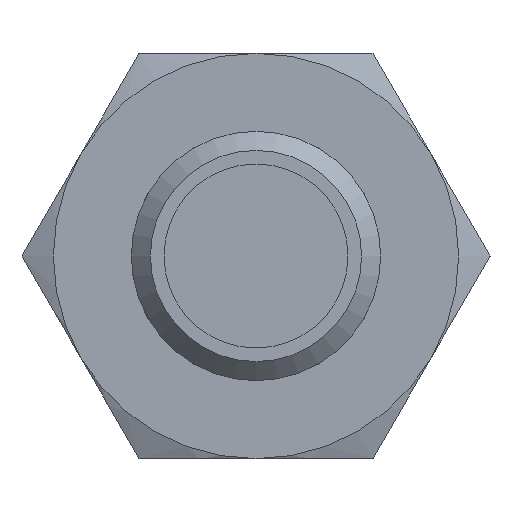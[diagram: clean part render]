
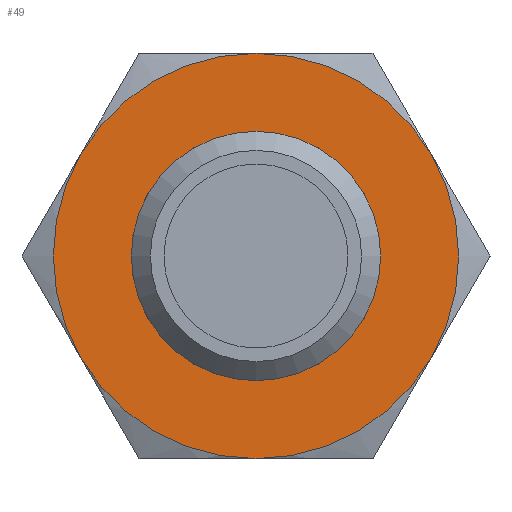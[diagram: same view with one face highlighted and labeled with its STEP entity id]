
A CAD part, left-side view. The second image highlights one B-rep face of the part: STEP entity #49.
In plain terms, the highlighted planar face has unit normal (-1, 0, 0).
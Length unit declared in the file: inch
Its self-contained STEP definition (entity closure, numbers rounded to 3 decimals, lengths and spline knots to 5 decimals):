
#18 = EDGE_CURVE ( 'NONE', #535, #1661, #1420, .T. ) ;
#26 = CIRCLE ( 'NONE', #1543, 0.25591 ) ;
#27 = ORIENTED_EDGE ( 'NONE', *, *, #18, .F. ) ;
#34 = ORIENTED_EDGE ( 'NONE', *, *, #1446, .F. ) ;
#49 = ADVANCED_FACE ( 'NONE', ( #1156, #1724 ), #1020, .F. ) ;
#63 = CARTESIAN_POINT ( 'NONE',  ( 0.61181, 0., 0. ) ) ;
#76 = CARTESIAN_POINT ( 'NONE',  ( 0.61181, 0., 0. ) ) ;
#135 = CARTESIAN_POINT ( 'NONE',  ( 0.61181, -0.22162, -0.12795 ) ) ;
#225 = DIRECTION ( 'NONE',  ( 0., 0., 1. ) ) ;
#242 = EDGE_CURVE ( 'NONE', #536, #801, #26, .T. ) ;
#253 = CARTESIAN_POINT ( 'NONE',  ( 0.61181, -0.22162, 0.12795 ) ) ;
#274 = CIRCLE ( 'NONE', #1315, 0.25591 ) ;
#291 = VERTEX_POINT ( 'NONE', #1840 ) ;
#314 = CARTESIAN_POINT ( 'NONE',  ( 0.61181, -0.25591, 0. ) ) ;
#343 = DIRECTION ( 'NONE',  ( 1., 0., 0. ) ) ;
#366 = AXIS2_PLACEMENT_3D ( 'NONE', #63, #1059, #225 ) ;
#377 = ORIENTED_EDGE ( 'NONE', *, *, #1696, .F. ) ;
#443 = VERTEX_POINT ( 'NONE', #480 ) ;
#480 = CARTESIAN_POINT ( 'NONE',  ( 0.61181, 0.22162, 0.12795 ) ) ;
#535 = VERTEX_POINT ( 'NONE', #647 ) ;
#536 = VERTEX_POINT ( 'NONE', #253 ) ;
#562 = AXIS2_PLACEMENT_3D ( 'NONE', #857, #1423, #1288 ) ;
#565 = DIRECTION ( 'NONE',  ( 0., 0., 1. ) ) ;
#613 = DIRECTION ( 'NONE',  ( 0., 0., 1. ) ) ;
#639 = CIRCLE ( 'NONE', #1554, 0.25591 ) ;
#647 = CARTESIAN_POINT ( 'NONE',  ( 0.61181, 0., -0.25591 ) ) ;
#654 = AXIS2_PLACEMENT_3D ( 'NONE', #314, #343, #613 ) ;
#677 = CIRCLE ( 'NONE', #921, 0.25591 ) ;
#689 = CIRCLE ( 'NONE', #1164, 0.15748 ) ;
#707 = CARTESIAN_POINT ( 'NONE',  ( 0.61181, 0., 0. ) ) ;
#738 = CARTESIAN_POINT ( 'NONE',  ( 0.61181, 0., 0. ) ) ;
#741 = EDGE_CURVE ( 'NONE', #1661, #443, #677, .T. ) ;
#801 = VERTEX_POINT ( 'NONE', #135 ) ;
#832 = EDGE_LOOP ( 'NONE', ( #1027, #34, #377, #1405, #27, #1739 ) ) ;
#847 = DIRECTION ( 'NONE',  ( 0., 1., 0. ) ) ;
#857 = CARTESIAN_POINT ( 'NONE',  ( 0.61181, 0., 0. ) ) ;
#883 = ORIENTED_EDGE ( 'NONE', *, *, #1018, .F. ) ;
#921 = AXIS2_PLACEMENT_3D ( 'NONE', #707, #1572, #847 ) ;
#975 = VERTEX_POINT ( 'NONE', #1090 ) ;
#1018 = EDGE_CURVE ( 'NONE', #975, #975, #689, .T. ) ;
#1020 = PLANE ( 'NONE',  #654 ) ;
#1027 = ORIENTED_EDGE ( 'NONE', *, *, #242, .F. ) ;
#1059 = DIRECTION ( 'NONE',  ( 1., 0., 0. ) ) ;
#1081 = DIRECTION ( 'NONE',  ( 0., 1., 0. ) ) ;
#1090 = CARTESIAN_POINT ( 'NONE',  ( 0.61181, 0., -0.15748 ) ) ;
#1119 = EDGE_CURVE ( 'NONE', #801, #535, #274, .T. ) ;
#1129 = CARTESIAN_POINT ( 'NONE',  ( 0.61181, 0., 0. ) ) ;
#1156 = FACE_OUTER_BOUND ( 'NONE', #832, .T. ) ;
#1164 = AXIS2_PLACEMENT_3D ( 'NONE', #1521, #1498, #1775 ) ;
#1248 = DIRECTION ( 'NONE',  ( 1., 0., 0. ) ) ;
#1258 = CIRCLE ( 'NONE', #366, 0.25591 ) ;
#1288 = DIRECTION ( 'NONE',  ( 0., 0., 1. ) ) ;
#1307 = DIRECTION ( 'NONE',  ( 0., 0., 1. ) ) ;
#1315 = AXIS2_PLACEMENT_3D ( 'NONE', #1129, #1248, #565 ) ;
#1353 = EDGE_LOOP ( 'NONE', ( #883 ) ) ;
#1358 = DIRECTION ( 'NONE',  ( 1., 0., 0. ) ) ;
#1381 = DIRECTION ( 'NONE',  ( 1., 0., 0. ) ) ;
#1405 = ORIENTED_EDGE ( 'NONE', *, *, #741, .F. ) ;
#1420 = CIRCLE ( 'NONE', #562, 0.25591 ) ;
#1423 = DIRECTION ( 'NONE',  ( 1., 0., 0. ) ) ;
#1446 = EDGE_CURVE ( 'NONE', #291, #536, #1258, .T. ) ;
#1498 = DIRECTION ( 'NONE',  ( -1., 0., 0. ) ) ;
#1521 = CARTESIAN_POINT ( 'NONE',  ( 0.61181, 0., 0. ) ) ;
#1543 = AXIS2_PLACEMENT_3D ( 'NONE', #76, #1358, #1081 ) ;
#1554 = AXIS2_PLACEMENT_3D ( 'NONE', #738, #1381, #1307 ) ;
#1572 = DIRECTION ( 'NONE',  ( 1., 0., 0. ) ) ;
#1587 = CARTESIAN_POINT ( 'NONE',  ( 0.61181, 0.22162, -0.12795 ) ) ;
#1661 = VERTEX_POINT ( 'NONE', #1587 ) ;
#1696 = EDGE_CURVE ( 'NONE', #443, #291, #639, .T. ) ;
#1724 = FACE_BOUND ( 'NONE', #1353, .T. ) ;
#1739 = ORIENTED_EDGE ( 'NONE', *, *, #1119, .F. ) ;
#1775 = DIRECTION ( 'NONE',  ( 0., 0., -1. ) ) ;
#1840 = CARTESIAN_POINT ( 'NONE',  ( 0.61181, 0., 0.25591 ) ) ;
